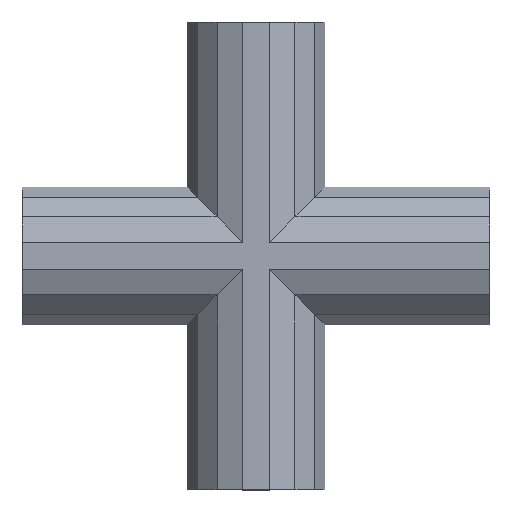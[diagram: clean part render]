
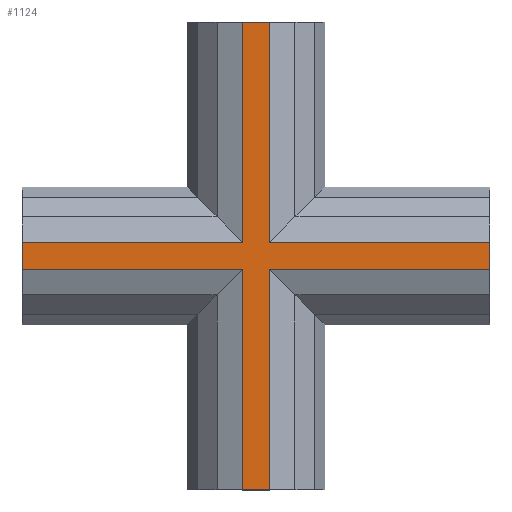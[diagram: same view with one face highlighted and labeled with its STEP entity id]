
A CAD part, top view. The second image highlights one B-rep face of the part: STEP entity #1124.
In plain terms, the highlighted planar face has unit normal (0, 0, 1).
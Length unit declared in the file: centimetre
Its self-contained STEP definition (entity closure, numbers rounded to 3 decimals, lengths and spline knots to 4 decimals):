
#62=FACE_OUTER_BOUND($,#124,.T.);
#124=EDGE_LOOP($,(#921,#922,#923,#924,#925,#926,#927,#928,#929,#930,#931,
#932));
#184=LINE($,#1585,#340);
#200=LINE($,#1616,#356);
#202=LINE($,#1621,#358);
#204=LINE($,#1625,#360);
#213=LINE($,#1641,#369);
#228=LINE($,#1670,#384);
#266=LINE($,#1746,#422);
#267=LINE($,#1749,#423);
#271=LINE($,#1757,#427);
#272=LINE($,#1758,#428);
#273=LINE($,#1760,#429);
#274=LINE($,#1761,#430);
#340=VECTOR($,#1281,0.0941);
#356=VECTOR($,#1307,0.0941);
#358=VECTOR($,#1311,0.0941);
#360=VECTOR($,#1315,0.0117);
#369=VECTOR($,#1326,0.0117);
#384=VECTOR($,#1355,0.0941);
#422=VECTOR($,#1427,0.0941);
#423=VECTOR($,#1430,0.0941);
#427=VECTOR($,#1438,0.0941);
#428=VECTOR($,#1439,0.0117);
#429=VECTOR($,#1440,0.0117);
#430=VECTOR($,#1441,0.0941);
#485=VERTEX_POINT($,#1582);
#486=VERTEX_POINT($,#1584);
#495=VERTEX_POINT($,#1612);
#496=VERTEX_POINT($,#1614);
#497=VERTEX_POINT($,#1618);
#498=VERTEX_POINT($,#1620);
#499=VERTEX_POINT($,#1624);
#512=VERTEX_POINT($,#1668);
#533=VERTEX_POINT($,#1744);
#534=VERTEX_POINT($,#1748);
#536=VERTEX_POINT($,#1756);
#537=VERTEX_POINT($,#1759);
#592=EDGE_CURVE($,#485,#486,#184,.T.);
#608=EDGE_CURVE($,#495,#496,#200,.T.);
#610=EDGE_CURVE($,#498,#497,#202,.T.);
#612=EDGE_CURVE($,#498,#499,#204,.T.);
#621=EDGE_CURVE($,#486,#496,#213,.T.);
#636=EDGE_CURVE($,#499,#512,#228,.T.);
#674=EDGE_CURVE($,#497,#533,#266,.T.);
#675=EDGE_CURVE($,#534,#512,#267,.T.);
#679=EDGE_CURVE($,#536,#485,#271,.T.);
#680=EDGE_CURVE($,#534,#536,#272,.T.);
#681=EDGE_CURVE($,#537,#533,#273,.T.);
#682=EDGE_CURVE($,#495,#537,#274,.T.);
#921=ORIENTED_EDGE($,*,*,#679,.F.);
#922=ORIENTED_EDGE($,*,*,#680,.F.);
#923=ORIENTED_EDGE($,*,*,#675,.T.);
#924=ORIENTED_EDGE($,*,*,#636,.F.);
#925=ORIENTED_EDGE($,*,*,#612,.F.);
#926=ORIENTED_EDGE($,*,*,#610,.T.);
#927=ORIENTED_EDGE($,*,*,#674,.T.);
#928=ORIENTED_EDGE($,*,*,#681,.F.);
#929=ORIENTED_EDGE($,*,*,#682,.F.);
#930=ORIENTED_EDGE($,*,*,#608,.T.);
#931=ORIENTED_EDGE($,*,*,#621,.F.);
#932=ORIENTED_EDGE($,*,*,#592,.F.);
#1062=PLANE($,#1189);
#1124=ADVANCED_FACE($,(#62),#1062,.F.);
#1189=AXIS2_PLACEMENT_3D($,#1755,#1436,#1437);
#1281=DIRECTION($,(0.,1.,0.));
#1307=DIRECTION($,(0.,1.,0.));
#1311=DIRECTION($,(0.,1.,0.));
#1315=DIRECTION($,(-1.,0.,0.));
#1326=DIRECTION($,(1.,0.,0.));
#1355=DIRECTION($,(0.,1.,0.));
#1427=DIRECTION($,(1.,0.,0.));
#1430=DIRECTION($,(1.,0.,0.));
#1436=DIRECTION('center_axis',(0.,0.,-1.));
#1437=DIRECTION('ref_axis',(-1.,0.,0.));
#1438=DIRECTION($,(1.,0.,0.));
#1439=DIRECTION($,(0.,1.,0.));
#1440=DIRECTION($,(0.,-1.,0.));
#1441=DIRECTION($,(1.,0.,0.));
#1582=CARTESIAN_POINT('',(0.0941,0.0059,0.0294));
#1584=CARTESIAN_POINT('',(0.0941,0.1,0.0294));
#1585=CARTESIAN_POINT($,(0.0941,0.,0.0294));
#1612=CARTESIAN_POINT('',(0.1059,0.0059,0.0294));
#1614=CARTESIAN_POINT('',(0.1059,0.1,0.0294));
#1616=CARTESIAN_POINT($,(0.1059,0.,0.0294));
#1618=CARTESIAN_POINT('',(0.1059,-0.0059,0.0294));
#1620=CARTESIAN_POINT('',(0.1059,-0.1,0.0294));
#1621=CARTESIAN_POINT($,(0.1059,0.,0.0294));
#1624=CARTESIAN_POINT('',(0.0941,-0.1,0.0294));
#1625=CARTESIAN_POINT($,(0.1,-0.1,0.0294));
#1641=CARTESIAN_POINT($,(0.1,0.1,0.0294));
#1668=CARTESIAN_POINT('',(0.0941,-0.0059,0.0294));
#1670=CARTESIAN_POINT($,(0.0941,0.,0.0294));
#1744=CARTESIAN_POINT('',(0.2,-0.0059,0.0294));
#1746=CARTESIAN_POINT($,(0.1,-0.0059,0.0294));
#1748=CARTESIAN_POINT('',(0.,-0.0059,0.0294));
#1749=CARTESIAN_POINT($,(0.1,-0.0059,0.0294));
#1755=CARTESIAN_POINT('Origin',(0.1,0.,0.0294));
#1756=CARTESIAN_POINT('',(0.,0.0059,0.0294));
#1757=CARTESIAN_POINT($,(0.1,0.0059,0.0294));
#1758=CARTESIAN_POINT($,(0.,0.,0.0294));
#1759=CARTESIAN_POINT('',(0.2,0.0059,0.0294));
#1760=CARTESIAN_POINT($,(0.2,0.,0.0294));
#1761=CARTESIAN_POINT($,(0.1,0.0059,0.0294));
